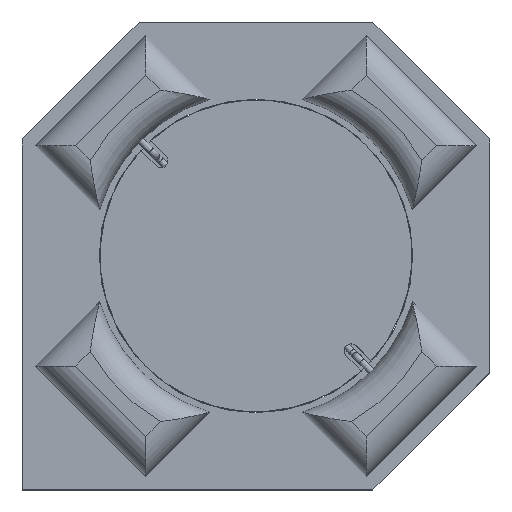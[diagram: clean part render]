
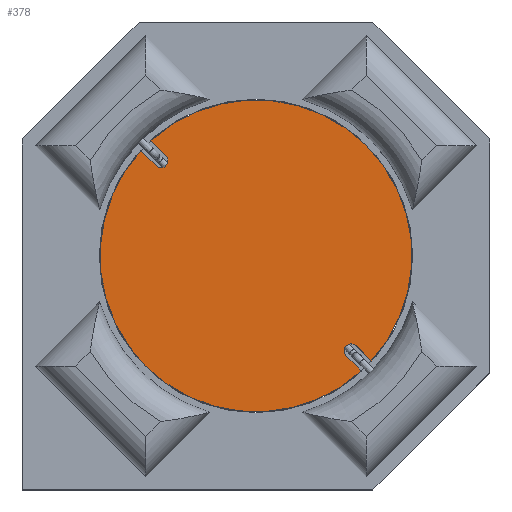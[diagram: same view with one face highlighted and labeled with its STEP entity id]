
A CAD part, top view. The second image highlights one B-rep face of the part: STEP entity #378.
In plain terms, the highlighted planar face has unit normal (0, 0, 1).
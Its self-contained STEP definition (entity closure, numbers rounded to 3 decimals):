
#378 = ADVANCED_FACE( '', ( #766 ), #767, .F. );
#766 = FACE_OUTER_BOUND( '', #2355, .T. );
#767 = PLANE( '', #2356 );
#2355 = EDGE_LOOP( '', ( #3503, #3504, #3505, #3506, #3507, #3508, #3509, #3510 ) );
#2356 = AXIS2_PLACEMENT_3D( '', #3511, #3512, #3513 );
#3503 = ORIENTED_EDGE( '', *, *, #4172, .F. );
#3504 = ORIENTED_EDGE( '', *, *, #4153, .F. );
#3505 = ORIENTED_EDGE( '', *, *, #4080, .T. );
#3506 = ORIENTED_EDGE( '', *, *, #4046, .T. );
#3507 = ORIENTED_EDGE( '', *, *, #4085, .T. );
#3508 = ORIENTED_EDGE( '', *, *, #4192, .F. );
#3509 = ORIENTED_EDGE( '', *, *, #3992, .F. );
#3510 = ORIENTED_EDGE( '', *, *, #4151, .F. );
#3511 = CARTESIAN_POINT( '', ( 0., 0., 0.27 ) );
#3512 = DIRECTION( '', ( 0., 0., -1. ) );
#3513 = DIRECTION( '', ( -1., 0., 0. ) );
#3992 = EDGE_CURVE( '', #4518, #4520, #4521, .T. );
#4046 = EDGE_CURVE( '', #4605, #4603, #4606, .T. );
#4080 = EDGE_CURVE( '', #4656, #4605, #4657, .T. );
#4085 = EDGE_CURVE( '', #4603, #4663, #4665, .T. );
#4151 = EDGE_CURVE( '', #4757, #4518, #4759, .T. );
#4153 = EDGE_CURVE( '', #4656, #4761, #4762, .T. );
#4172 = EDGE_CURVE( '', #4761, #4757, #4786, .T. );
#4192 = EDGE_CURVE( '', #4520, #4663, #4811, .T. );
#4518 = VERTEX_POINT( '', #5725 );
#4520 = VERTEX_POINT( '', #5728 );
#4521 = LINE( '', #5729, #5730 );
#4603 = VERTEX_POINT( '', #5970 );
#4605 = VERTEX_POINT( '', #5973 );
#4606 = CIRCLE( '', #5974, 0.05 );
#4656 = VERTEX_POINT( '', #6143 );
#4657 = LINE( '', #6144, #6145 );
#4663 = VERTEX_POINT( '', #6153 );
#4665 = LINE( '', #6156, #6157 );
#4757 = VERTEX_POINT( '', #6452 );
#4759 = CIRCLE( '', #6455, 0.05 );
#4761 = VERTEX_POINT( '', #6457 );
#4762 = CIRCLE( '', #6458, 1.1 );
#4786 = LINE( '', #6527, #6528 );
#4811 = CIRCLE( '', #6573, 1.1 );
#5725 = CARTESIAN_POINT( '', ( -0.636, 0.706, 0.27 ) );
#5728 = CARTESIAN_POINT( '', ( -0.742, 0.812, 0.27 ) );
#5729 = CARTESIAN_POINT( '', ( -0.636, 0.706, 0.27 ) );
#5730 = VECTOR( '', #6801, 1000. );
#5970 = CARTESIAN_POINT( '', ( 0.706, -0.636, 0.27 ) );
#5973 = CARTESIAN_POINT( '', ( 0.634, -0.705, 0.27 ) );
#5974 = AXIS2_PLACEMENT_3D( '', #6824, #6825, #6826 );
#6143 = CARTESIAN_POINT( '', ( 0.742, -0.812, 0.27 ) );
#6144 = CARTESIAN_POINT( '', ( 0.634, -0.705, 0.27 ) );
#6145 = VECTOR( '', #6839, 1000. );
#6153 = CARTESIAN_POINT( '', ( 0.812, -0.742, 0.27 ) );
#6156 = CARTESIAN_POINT( '', ( 0.706, -0.636, 0.27 ) );
#6157 = VECTOR( '', #6843, 1000. );
#6452 = CARTESIAN_POINT( '', ( -0.705, 0.634, 0.27 ) );
#6455 = AXIS2_PLACEMENT_3D( '', #6866, #6867, #6868 );
#6457 = CARTESIAN_POINT( '', ( -0.812, 0.742, 0.27 ) );
#6458 = AXIS2_PLACEMENT_3D( '', #6869, #6870, #6871 );
#6527 = CARTESIAN_POINT( '', ( -0.705, 0.634, 0.27 ) );
#6528 = VECTOR( '', #6882, 1000. );
#6573 = AXIS2_PLACEMENT_3D( '', #6888, #6889, #6890 );
#6801 = DIRECTION( '', ( -0.707, 0.707, 0. ) );
#6824 = CARTESIAN_POINT( '', ( 0.671, -0.671, 0.27 ) );
#6825 = DIRECTION( '', ( 0., 0., -1. ) );
#6826 = DIRECTION( '', ( 1., 0., 0. ) );
#6839 = DIRECTION( '', ( -0.707, 0.707, 0. ) );
#6843 = DIRECTION( '', ( 0.707, -0.707, 0. ) );
#6866 = CARTESIAN_POINT( '', ( -0.671, 0.671, 0.27 ) );
#6867 = DIRECTION( '', ( 0., 0., 1. ) );
#6868 = DIRECTION( '', ( -1., 0., 0. ) );
#6869 = CARTESIAN_POINT( '', ( 0., 0., 0.27 ) );
#6870 = DIRECTION( '', ( 0., 0., -1. ) );
#6871 = DIRECTION( '', ( 0., 1., 0. ) );
#6882 = DIRECTION( '', ( 0.707, -0.707, 0. ) );
#6888 = CARTESIAN_POINT( '', ( 0., 0., 0.27 ) );
#6889 = DIRECTION( '', ( 0., 0., -1. ) );
#6890 = DIRECTION( '', ( 0., 1., 0. ) );
